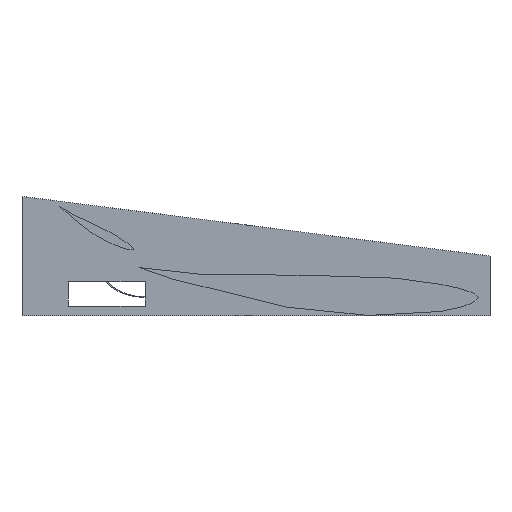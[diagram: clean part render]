
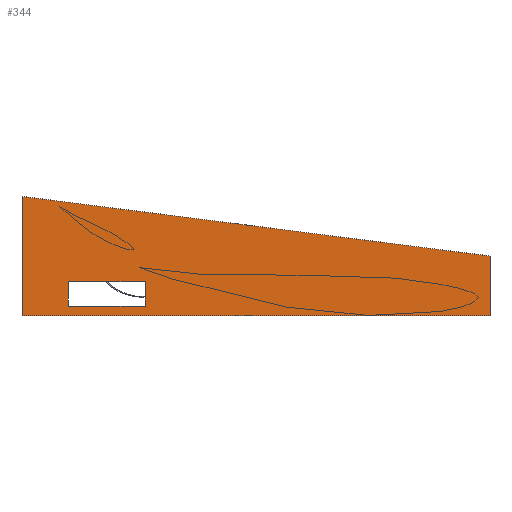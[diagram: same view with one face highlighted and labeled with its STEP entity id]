
A CAD part, front view. The second image highlights one B-rep face of the part: STEP entity #344.
In plain terms, the highlighted planar face has unit normal (0, -1, 0).
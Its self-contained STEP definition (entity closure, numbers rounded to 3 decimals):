
#66=CARTESIAN_POINT('Line Origine',(-14.436,-675.,-5.)) ;
#70=CARTESIAN_POINT('Vertex',(-14.436,-675.,30.)) ;
#72=CARTESIAN_POINT('Vertex',(-14.436,-675.,-40.)) ;
#106=CARTESIAN_POINT('Line Origine',(-289.436,-675.,-40.)) ;
#110=CARTESIAN_POINT('Vertex',(-564.436,-675.,-40.)) ;
#137=CARTESIAN_POINT('Line Origine',(-564.436,-675.,30.)) ;
#141=CARTESIAN_POINT('Vertex',(-564.436,-675.,100.)) ;
#168=CARTESIAN_POINT('Line Origine',(-289.436,-675.,65.)) ;
#196=CARTESIAN_POINT('Vertex',(-509.901,-675.,0.)) ;
#210=CARTESIAN_POINT('Vertex',(-419.552,-675.,0.)) ;
#213=CARTESIAN_POINT('Line Origine',(-464.727,-675.,0.)) ;
#236=CARTESIAN_POINT('Vertex',(-509.901,-675.,-28.972)) ;
#244=CARTESIAN_POINT('Line Origine',(-509.901,-675.,-14.486)) ;
#267=CARTESIAN_POINT('Vertex',(-419.552,-675.,-28.972)) ;
#275=CARTESIAN_POINT('Line Origine',(-464.727,-675.,-28.972)) ;
#297=CARTESIAN_POINT('Line Origine',(-419.552,-675.,-14.486)) ;
#327=CARTESIAN_POINT('Axis2P3D Location',(0.,-675.,0.)) ;
#67=DIRECTION('Vector Direction',(0.,0.,-1.)) ;
#107=DIRECTION('Vector Direction',(-1.,0.,0.)) ;
#138=DIRECTION('Vector Direction',(0.,0.,1.)) ;
#169=DIRECTION('Vector Direction',(0.992,0.,-0.126)) ;
#214=DIRECTION('Vector Direction',(-1.,0.,0.)) ;
#245=DIRECTION('Vector Direction',(0.,0.,1.)) ;
#276=DIRECTION('Vector Direction',(1.,0.,0.)) ;
#298=DIRECTION('Vector Direction',(0.,0.,-1.)) ;
#328=DIRECTION('Axis2P3D Direction',(0.,1.,0.)) ;
#329=DIRECTION('Axis2P3D XDirection',(-1.,0.,0.)) ;
#330=AXIS2_PLACEMENT_3D('Plane Axis2P3D',#327,#328,#329) ;
#333=ORIENTED_EDGE('',*,*,#172,.F.) ;
#334=ORIENTED_EDGE('',*,*,#143,.F.) ;
#335=ORIENTED_EDGE('',*,*,#112,.F.) ;
#336=ORIENTED_EDGE('',*,*,#74,.F.) ;
#339=ORIENTED_EDGE('',*,*,#301,.T.) ;
#340=ORIENTED_EDGE('',*,*,#279,.T.) ;
#341=ORIENTED_EDGE('',*,*,#248,.T.) ;
#342=ORIENTED_EDGE('',*,*,#217,.T.) ;
#343=FACE_BOUND('',#338,.T.) ;
#68=VECTOR('Line Direction',#67,1.) ;
#108=VECTOR('Line Direction',#107,1.) ;
#139=VECTOR('Line Direction',#138,1.) ;
#170=VECTOR('Line Direction',#169,1.) ;
#215=VECTOR('Line Direction',#214,1.) ;
#246=VECTOR('Line Direction',#245,1.) ;
#277=VECTOR('Line Direction',#276,1.) ;
#299=VECTOR('Line Direction',#298,1.) ;
#344=ADVANCED_FACE('',(#337,#343),#331,.F.) ;
#74=EDGE_CURVE('',#71,#73,#69,.T.) ;
#112=EDGE_CURVE('',#73,#111,#109,.T.) ;
#143=EDGE_CURVE('',#111,#142,#140,.T.) ;
#172=EDGE_CURVE('',#142,#71,#171,.T.) ;
#217=EDGE_CURVE('',#197,#211,#216,.F.) ;
#248=EDGE_CURVE('',#237,#197,#247,.T.) ;
#279=EDGE_CURVE('',#268,#237,#278,.F.) ;
#301=EDGE_CURVE('',#211,#268,#300,.T.) ;
#332=EDGE_LOOP('',(#333,#334,#335,#336)) ;
#338=EDGE_LOOP('',(#339,#340,#341,#342)) ;
#337=FACE_OUTER_BOUND('',#332,.T.) ;
#69=LINE('Line',#66,#68) ;
#109=LINE('Line',#106,#108) ;
#140=LINE('Line',#137,#139) ;
#171=LINE('Line',#168,#170) ;
#216=LINE('Line',#213,#215) ;
#247=LINE('Line',#244,#246) ;
#278=LINE('Line',#275,#277) ;
#300=LINE('Line',#297,#299) ;
#331=PLANE('Plane',#330) ;
#71=VERTEX_POINT('',#70) ;
#73=VERTEX_POINT('',#72) ;
#111=VERTEX_POINT('',#110) ;
#142=VERTEX_POINT('',#141) ;
#197=VERTEX_POINT('',#196) ;
#211=VERTEX_POINT('',#210) ;
#237=VERTEX_POINT('',#236) ;
#268=VERTEX_POINT('',#267) ;
